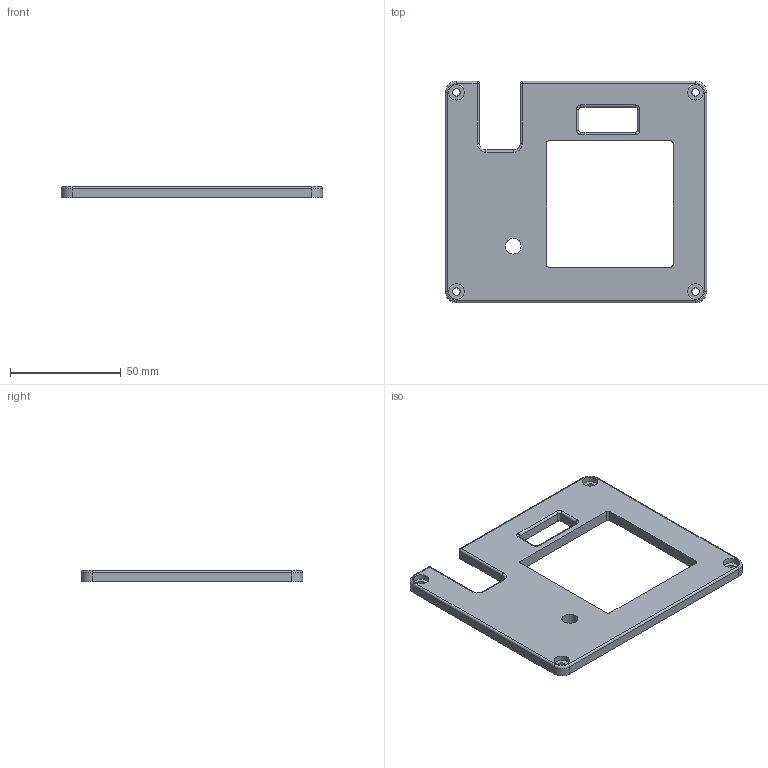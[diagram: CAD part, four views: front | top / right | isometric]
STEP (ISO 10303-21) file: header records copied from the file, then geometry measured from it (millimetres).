
FILE_DESCRIPTION(/* description */ (''),/* implementation_level */ '2;1');
FILE_NAME(/* name */ 'Top.step',/* time_stamp */ '2025-07-04T22:15:04+07:00',/* author */ (''),/* organization */ (''),/* preprocessor_version */ 'ST-DEVELOPER v20.1',/* originating_system */ 'Autodesk Translation Framework v14.10.0.0',/* authorisation */ '');
FILE_SCHEMA (('AUTOMOTIVE_DESIGN { 1 0 10303 214 3 1 1 }'));
Length unit declared in the file: millimetre
Products named in the file (1): 2025-06-27-13-35-11-375
Bounding box: 118 x 100 x 5 mm (x, y, z)
Volume: 37395.5 mm3; surface area: 19274.6 mm2
Topology: 1 solids, 1 shells, 281 faces, 748 edges, 490 vertices
Faces by surface type: bspline 127, plane 105, cylinder 37, torus 10, sphere 2
Full cylindrical faces by diameter (mm): 3.4 x4, 7 x4, 7.2 x1
Entity records: 9929 total; most frequent: CARTESIAN_POINT 3679, ORIENTED_EDGE 1496, DIRECTION 888, EDGE_CURVE 748, VERTEX_POINT 490, LINE 410, VECTOR 410, EDGE_LOOP 316
